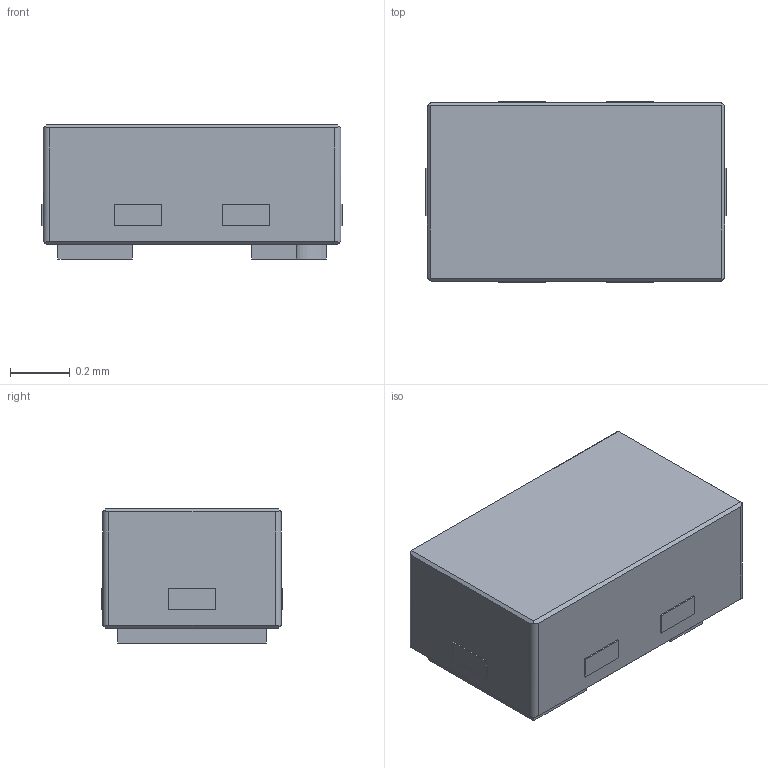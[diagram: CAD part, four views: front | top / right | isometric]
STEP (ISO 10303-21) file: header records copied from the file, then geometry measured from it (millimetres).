
FILE_DESCRIPTION(/* description */ (''),/* implementation_level */ '2;1');
FILE_NAME(/* name */ 'DIODE - 0402.step',/* time_stamp */ '2019-12-01T15:03:04+00:00',/* author */ (''),/* organization */ (''),/* preprocessor_version */ 'ST-DEVELOPER v18',/* originating_system */ 'Autodesk Translation Framework v8.12.0.6',/* authorisation */ '');
FILE_SCHEMA (('AUTOMOTIVE_DESIGN { 1 0 10303 214 3 1 1 }'));
Length unit declared in the file: millimetre
Products named in the file (1): DIODE - 0402
Bounding box: 1.01 x 0.61 x 0.45 mm (x, y, z)
Volume: 0.3 mm3; surface area: 2.6 mm2
Topology: 1 solids, 1 shells, 59 faces, 147 edges, 98 vertices
Faces by surface type: plane 54, cylinder 5
Entity records: 1804 total; most frequent: CARTESIAN_POINT 305, ORIENTED_EDGE 294, DIRECTION 285, EDGE_CURVE 147, LINE 129, VECTOR 129, VERTEX_POINT 98, AXIS2_PLACEMENT_3D 78
